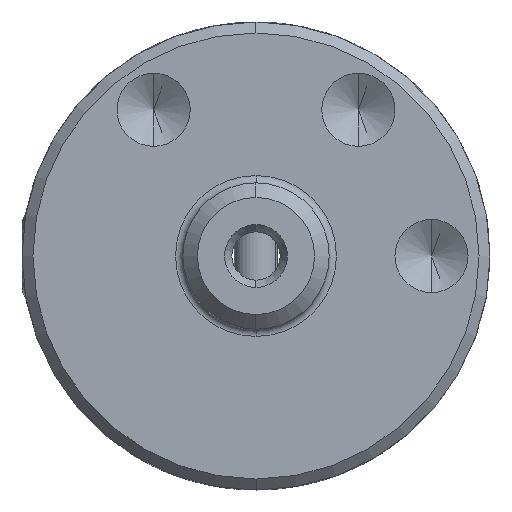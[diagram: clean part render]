
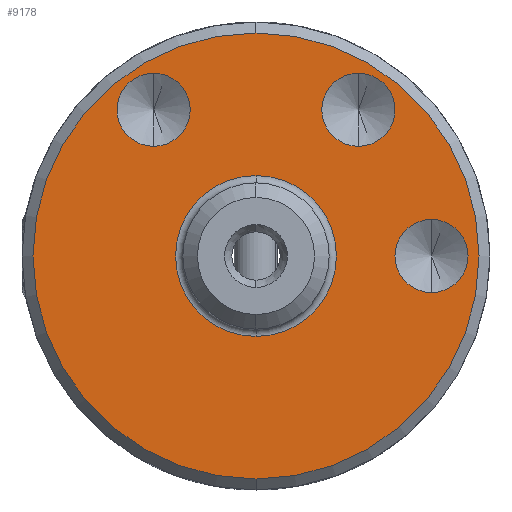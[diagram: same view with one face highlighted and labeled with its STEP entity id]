
A CAD part, left-side view. The second image highlights one B-rep face of the part: STEP entity #9178.
In plain terms, the highlighted planar face has unit normal (-1, 0, 0).
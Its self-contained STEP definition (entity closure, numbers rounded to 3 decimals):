
#269 = VERTEX_POINT ( 'NONE', #28016 ) ;
#500 = DIRECTION ( 'NONE',  ( 0., 0., 1. ) ) ;
#852 = ORIENTED_EDGE ( 'NONE', *, *, #30189, .F. ) ;
#1295 = DIRECTION ( 'NONE',  ( 0., 0., -1. ) ) ;
#2118 = FACE_OUTER_BOUND ( 'NONE', #22646, .T. ) ;
#2403 = AXIS2_PLACEMENT_3D ( 'NONE', #21304, #8500, #13837 ) ;
#2860 = ORIENTED_EDGE ( 'NONE', *, *, #3557, .F. ) ;
#3014 = VERTEX_POINT ( 'NONE', #11600 ) ;
#3369 = EDGE_CURVE ( 'NONE', #3014, #19841, #11827, .T. ) ;
#3457 = EDGE_CURVE ( 'NONE', #20813, #20213, #4003, .T. ) ;
#3557 = EDGE_CURVE ( 'NONE', #269, #26607, #19578, .T. ) ;
#3894 = DIRECTION ( 'NONE',  ( 0., 0., 1. ) ) ;
#3921 = CIRCLE ( 'NONE', #15362, 2.5 ) ;
#3952 = CARTESIAN_POINT ( 'NONE',  ( -32., 0., -5.5 ) ) ;
#4003 = CIRCLE ( 'NONE', #4504, 5.5 ) ;
#4484 = AXIS2_PLACEMENT_3D ( 'NONE', #23555, #26348, #8617 ) ;
#4504 = AXIS2_PLACEMENT_3D ( 'NONE', #20669, #17913, #15632 ) ;
#5001 = CIRCLE ( 'NONE', #7646, 2.5 ) ;
#6500 = VERTEX_POINT ( 'NONE', #24883 ) ;
#6821 = EDGE_CURVE ( 'NONE', #20213, #20813, #7100, .T. ) ;
#7100 = CIRCLE ( 'NONE', #4484, 5.5 ) ;
#7351 = PLANE ( 'NONE',  #8582 ) ;
#7646 = AXIS2_PLACEMENT_3D ( 'NONE', #26208, #30798, #3894 ) ;
#7921 = CARTESIAN_POINT ( 'NONE',  ( -32., 7., 10. ) ) ;
#8498 = DIRECTION ( 'NONE',  ( -1., 0., 0. ) ) ;
#8500 = DIRECTION ( 'NONE',  ( -1., 0., 0. ) ) ;
#8582 = AXIS2_PLACEMENT_3D ( 'NONE', #19524, #22129, #19363 ) ;
#8617 = DIRECTION ( 'NONE',  ( 0., 0., -1. ) ) ;
#9178 = ADVANCED_FACE ( 'NONE', ( #24252, #12074, #27358, #16928, #2118 ), #7351, .T. ) ;
#9703 = DIRECTION ( 'NONE',  ( 0., 0., 1. ) ) ;
#10686 = CIRCLE ( 'NONE', #29379, 15.25 ) ;
#10778 = CARTESIAN_POINT ( 'NONE',  ( -32., -12., -2.5 ) ) ;
#11083 = ORIENTED_EDGE ( 'NONE', *, *, #24318, .F. ) ;
#11253 = DIRECTION ( 'NONE',  ( 1., 0., 0. ) ) ;
#11600 = CARTESIAN_POINT ( 'NONE',  ( -32., -7., 7.5 ) ) ;
#11827 = CIRCLE ( 'NONE', #28444, 2.5 ) ;
#12006 = CARTESIAN_POINT ( 'NONE',  ( -32., 0., 0. ) ) ;
#12074 = FACE_BOUND ( 'NONE', #27179, .T. ) ;
#12815 = VERTEX_POINT ( 'NONE', #30267 ) ;
#12923 = AXIS2_PLACEMENT_3D ( 'NONE', #7921, #22360, #9703 ) ;
#13748 = CARTESIAN_POINT ( 'NONE',  ( -32., -12., 0. ) ) ;
#13837 = DIRECTION ( 'NONE',  ( 0., 0., 1. ) ) ;
#14471 = CIRCLE ( 'NONE', #31641, 2.5 ) ;
#15176 = ORIENTED_EDGE ( 'NONE', *, *, #3457, .T. ) ;
#15362 = AXIS2_PLACEMENT_3D ( 'NONE', #13748, #28897, #18934 ) ;
#15421 = ORIENTED_EDGE ( 'NONE', *, *, #6821, .T. ) ;
#15632 = DIRECTION ( 'NONE',  ( 0., 0., -1. ) ) ;
#16039 = CARTESIAN_POINT ( 'NONE',  ( -32., 0., 5.5 ) ) ;
#16928 = FACE_BOUND ( 'NONE', #28867, .T. ) ;
#17341 = DIRECTION ( 'NONE',  ( 1., 0., 0. ) ) ;
#17913 = DIRECTION ( 'NONE',  ( 1., 0., 0. ) ) ;
#18240 = CARTESIAN_POINT ( 'NONE',  ( -32., -7., 10. ) ) ;
#18556 = ORIENTED_EDGE ( 'NONE', *, *, #29930, .F. ) ;
#18934 = DIRECTION ( 'NONE',  ( 0., 0., 1. ) ) ;
#19363 = DIRECTION ( 'NONE',  ( 0., 0., 1. ) ) ;
#19524 = CARTESIAN_POINT ( 'NONE',  ( -32., 5.5, 0. ) ) ;
#19578 = CIRCLE ( 'NONE', #23744, 15.25 ) ;
#19841 = VERTEX_POINT ( 'NONE', #26665 ) ;
#20213 = VERTEX_POINT ( 'NONE', #16039 ) ;
#20669 = CARTESIAN_POINT ( 'NONE',  ( -32., 0., 0. ) ) ;
#20813 = VERTEX_POINT ( 'NONE', #3952 ) ;
#21304 = CARTESIAN_POINT ( 'NONE',  ( -32., -7., 10. ) ) ;
#21467 = CARTESIAN_POINT ( 'NONE',  ( -32., 0., 0. ) ) ;
#21600 = EDGE_LOOP ( 'NONE', ( #11083, #18556 ) ) ;
#21629 = ORIENTED_EDGE ( 'NONE', *, *, #3369, .F. ) ;
#21649 = DIRECTION ( 'NONE',  ( 0., 0., 1. ) ) ;
#21728 = CIRCLE ( 'NONE', #12923, 2.5 ) ;
#21754 = DIRECTION ( 'NONE',  ( 0., 0., -1. ) ) ;
#22129 = DIRECTION ( 'NONE',  ( -1., 0., 0. ) ) ;
#22360 = DIRECTION ( 'NONE',  ( -1., 0., 0. ) ) ;
#22646 = EDGE_LOOP ( 'NONE', ( #2860, #27401 ) ) ;
#23342 = EDGE_CURVE ( 'NONE', #6500, #27216, #3921, .T. ) ;
#23555 = CARTESIAN_POINT ( 'NONE',  ( -32., 0., 0. ) ) ;
#23744 = AXIS2_PLACEMENT_3D ( 'NONE', #12006, #17341, #21754 ) ;
#24252 = FACE_BOUND ( 'NONE', #21600, .T. ) ;
#24318 = EDGE_CURVE ( 'NONE', #12815, #29999, #5001, .T. ) ;
#24326 = EDGE_CURVE ( 'NONE', #19841, #3014, #30510, .T. ) ;
#24733 = DIRECTION ( 'NONE',  ( -1., 0., 0. ) ) ;
#24883 = CARTESIAN_POINT ( 'NONE',  ( -32., -12., 2.5 ) ) ;
#26057 = EDGE_CURVE ( 'NONE', #26607, #269, #10686, .T. ) ;
#26208 = CARTESIAN_POINT ( 'NONE',  ( -32., 7., 10. ) ) ;
#26348 = DIRECTION ( 'NONE',  ( 1., 0., 0. ) ) ;
#26607 = VERTEX_POINT ( 'NONE', #26988 ) ;
#26665 = CARTESIAN_POINT ( 'NONE',  ( -32., -7., 12.5 ) ) ;
#26817 = ORIENTED_EDGE ( 'NONE', *, *, #23342, .F. ) ;
#26988 = CARTESIAN_POINT ( 'NONE',  ( -32., 0., 15.25 ) ) ;
#27179 = EDGE_LOOP ( 'NONE', ( #28974, #21629 ) ) ;
#27216 = VERTEX_POINT ( 'NONE', #10778 ) ;
#27358 = FACE_BOUND ( 'NONE', #28359, .T. ) ;
#27401 = ORIENTED_EDGE ( 'NONE', *, *, #26057, .F. ) ;
#28016 = CARTESIAN_POINT ( 'NONE',  ( -32., 0., -15.25 ) ) ;
#28359 = EDGE_LOOP ( 'NONE', ( #26817, #852 ) ) ;
#28444 = AXIS2_PLACEMENT_3D ( 'NONE', #18240, #8498, #500 ) ;
#28867 = EDGE_LOOP ( 'NONE', ( #15176, #15421 ) ) ;
#28897 = DIRECTION ( 'NONE',  ( -1., 0., 0. ) ) ;
#28974 = ORIENTED_EDGE ( 'NONE', *, *, #24326, .F. ) ;
#29007 = CARTESIAN_POINT ( 'NONE',  ( -32., -12., 0. ) ) ;
#29379 = AXIS2_PLACEMENT_3D ( 'NONE', #21467, #11253, #1295 ) ;
#29563 = CARTESIAN_POINT ( 'NONE',  ( -32., 7., 7.5 ) ) ;
#29930 = EDGE_CURVE ( 'NONE', #29999, #12815, #21728, .T. ) ;
#29999 = VERTEX_POINT ( 'NONE', #29563 ) ;
#30189 = EDGE_CURVE ( 'NONE', #27216, #6500, #14471, .T. ) ;
#30267 = CARTESIAN_POINT ( 'NONE',  ( -32., 7., 12.5 ) ) ;
#30510 = CIRCLE ( 'NONE', #2403, 2.5 ) ;
#30798 = DIRECTION ( 'NONE',  ( -1., 0., 0. ) ) ;
#31641 = AXIS2_PLACEMENT_3D ( 'NONE', #29007, #24733, #21649 ) ;
